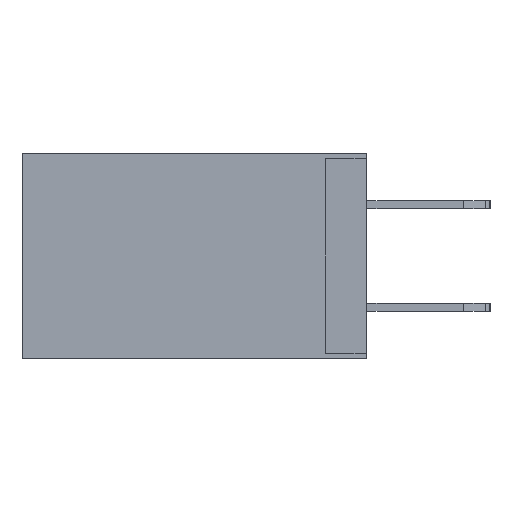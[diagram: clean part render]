
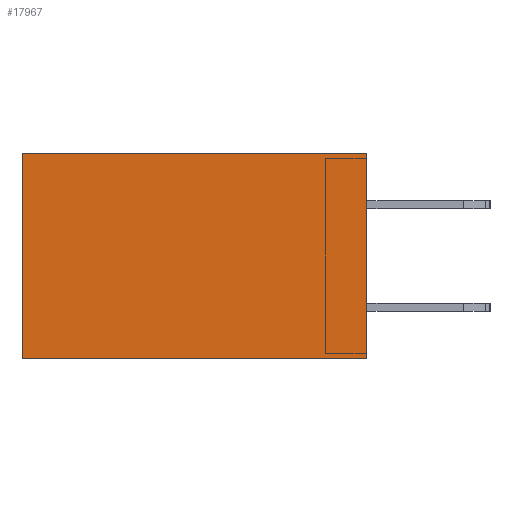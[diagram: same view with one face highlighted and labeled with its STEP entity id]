
A CAD part, left-side view. The second image highlights one B-rep face of the part: STEP entity #17967.
In plain terms, the highlighted planar face has unit normal (-1, 0, 0).
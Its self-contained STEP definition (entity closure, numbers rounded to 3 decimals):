
#1=DIRECTION('',(0.,0.,-1.));
#2=VECTOR('',#1,5.08);
#3=CARTESIAN_POINT('',(-31.71,0.,2.54));
#4=LINE('4873',#3,#2);
#817=DIRECTION('',(0.,1.,0.));
#818=VECTOR('',#817,8.5);
#819=CARTESIAN_POINT('',(-31.71,-8.5,-2.54));
#820=LINE('6569',#819,#818);
#821=DIRECTION('',(0.,-1.,0.));
#822=VECTOR('',#821,8.5);
#823=CARTESIAN_POINT('',(-31.71,0.,2.54));
#824=LINE('5058',#823,#822);
#1129=DIRECTION('',(0.,0.,-1.));
#1130=VECTOR('',#1129,5.08);
#1131=CARTESIAN_POINT('',(-31.71,-8.5,2.54));
#1132=LINE('5055',#1131,#1130);
#13253=CARTESIAN_POINT('',(-31.71,0.,2.54));
#13254=CARTESIAN_POINT('',(-31.71,0.,-2.54));
#13255=VERTEX_POINT('',#13253);
#13256=VERTEX_POINT('',#13254);
#13541=CARTESIAN_POINT('',(-31.71,-8.5,2.54));
#13542=CARTESIAN_POINT('',(-31.71,-8.5,-2.54));
#13543=VERTEX_POINT('',#13541);
#13544=VERTEX_POINT('',#13542);
#17953=CARTESIAN_POINT('',(-31.71,0.,2.54));
#17954=DIRECTION('',(-1.,0.,0.));
#17955=DIRECTION('',(0.,0.,-1.));
#17956=AXIS2_PLACEMENT_3D('',#17953,#17954,#17955);
#17957=PLANE('3577',#17956);
#17959=ORIENTED_EDGE('6569',*,*,#17958,.T.);
#17960=ORIENTED_EDGE('4873',*,*,#17442,.F.);
#17962=ORIENTED_EDGE('5058',*,*,#17961,.T.);
#17964=ORIENTED_EDGE('5055',*,*,#17963,.T.);
#17965=EDGE_LOOP('3577',(#17959,#17960,#17962,#17964));
#17966=FACE_OUTER_BOUND('3577',#17965,.F.);
#17967=ADVANCED_FACE('3577',(#17966),#17957,.T.);
#17442=EDGE_CURVE('4873',#13255,#13256,#4,.T.);
#17958=EDGE_CURVE('6569',#13544,#13256,#820,.T.);
#17961=EDGE_CURVE('5058',#13255,#13543,#824,.T.);
#17963=EDGE_CURVE('5055',#13543,#13544,#1132,.T.);
